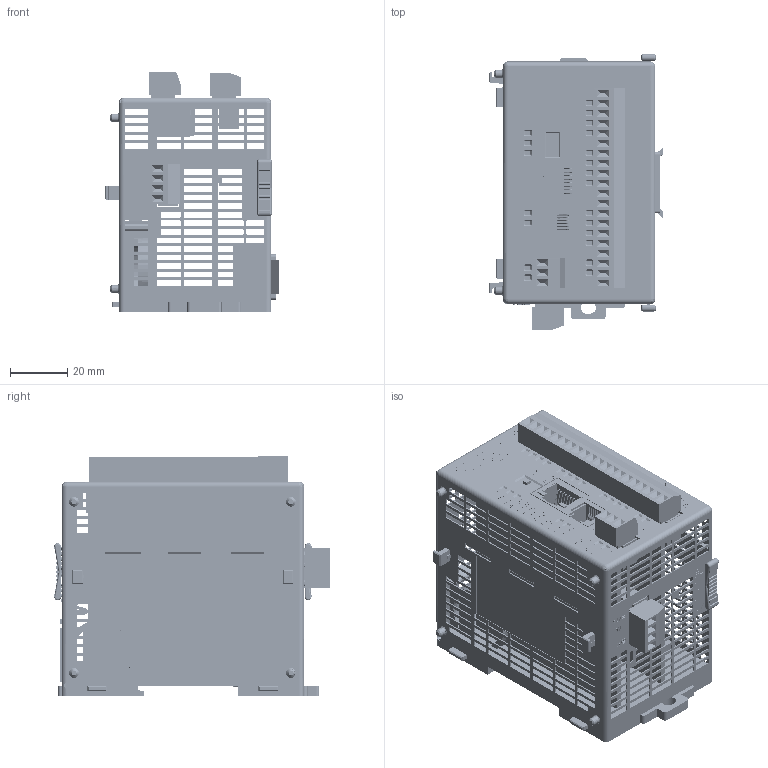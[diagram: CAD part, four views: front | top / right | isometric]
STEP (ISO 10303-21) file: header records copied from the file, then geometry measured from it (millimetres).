
FILE_DESCRIPTION (( 'STEP AP214' ), '1' );
FILE_NAME ('C0-12DD2E-D.STEP', '2019-02-12T15:26:36', ( '' ), ( '' ), 'SwSTEP 2.0', 'SolidWorks 2017', '' );
FILE_SCHEMA (( 'AUTOMOTIVE_DESIGN' ));
Length unit declared in the file: inch
Products named in the file (1): C0-12DD2E-D
Bounding box: 60.9 x 96.6 x 84 mm (x, y, z)
Volume: 69958.4 mm3; surface area: 98793.2 mm2
Topology: 133 solids, 133 shells, 9441 faces, 25560 edges, 16920 vertices
Faces by surface type: plane 6428, cylinder 1931, bspline 877, cone 171, torus 28, sphere 6
Entity records: 466735 total; most frequent: CARTESIAN_POINT 104885, ORIENTED_EDGE 51112, DIRECTION 45274, EDGE_CURVE 25556, LINE 19528, VECTOR 19528, VERTEX_POINT 16920, AXIS2_PLACEMENT_3D 12873
